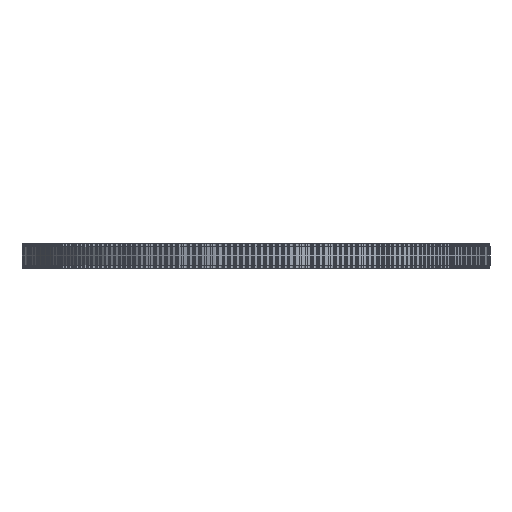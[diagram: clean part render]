
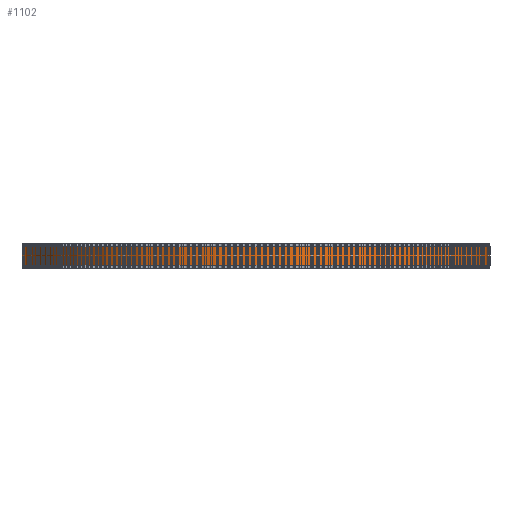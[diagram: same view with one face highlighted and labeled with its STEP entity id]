
A CAD part, front view. The second image highlights one B-rep face of the part: STEP entity #1102.
In plain terms, the highlighted cylindrical face has radius 77.986 mm (diameter 155.972 mm), a full revolution.
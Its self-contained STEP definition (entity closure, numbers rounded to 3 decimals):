
#97=FACE_BOUND('',#4048,.T.);
#98=FACE_BOUND('',#4049,.T.);
#1102=ADVANCED_FACE('',(#97,#98),#2083,.T.);
#2083=CYLINDRICAL_SURFACE('',#21703,77.986);
#4048=EDGE_LOOP('',(#11890));
#4049=EDGE_LOOP('',(#11891));
#11890=ORIENTED_EDGE('',*,*,#16794,.T.);
#11891=ORIENTED_EDGE('',*,*,#16795,.T.);
#13852=VERTEX_POINT('',#34460);
#13853=VERTEX_POINT('',#34462);
#16794=EDGE_CURVE('',#13852,#13852,#18756,.T.);
#16795=EDGE_CURVE('',#13853,#13853,#18757,.T.);
#18756=CIRCLE('',#21701,77.986);
#18757=CIRCLE('',#21702,77.986);
#21701=AXIS2_PLACEMENT_3D('',#34459,#28570,#28571);
#21702=AXIS2_PLACEMENT_3D('',#34461,#28572,#28573);
#21703=AXIS2_PLACEMENT_3D('',#34463,#28574,#28575);
#28570=DIRECTION('',(0.,0.,1.));
#28571=DIRECTION('',(1.,0.,0.));
#28572=DIRECTION('',(0.,0.,-1.));
#28573=DIRECTION('',(1.,0.,0.));
#28574=DIRECTION('',(0.,0.,1.));
#28575=DIRECTION('',(1.,0.,0.));
#34459=CARTESIAN_POINT('',(0.,0.,1.));
#34460=CARTESIAN_POINT('',(77.986,0.,1.));
#34461=CARTESIAN_POINT('',(0.,0.,7.));
#34462=CARTESIAN_POINT('',(77.986,0.,7.));
#34463=CARTESIAN_POINT('',(0.,0.,1.));
